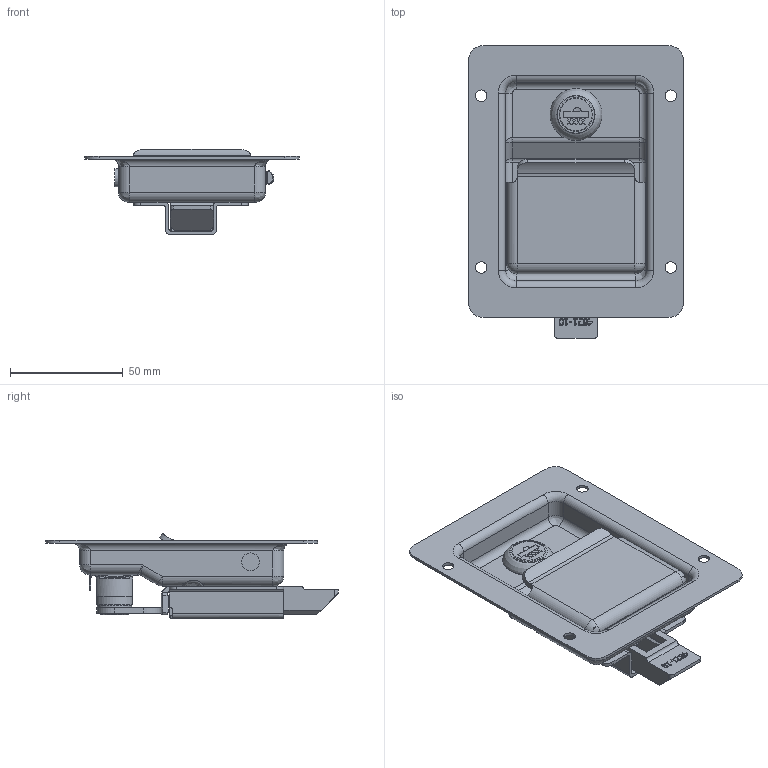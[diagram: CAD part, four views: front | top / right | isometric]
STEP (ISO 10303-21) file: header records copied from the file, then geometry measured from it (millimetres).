
FILE_DESCRIPTION(/* description */ (''),/* implementation_level */ '2;1');
FILE_NAME(/* name */ '3-4821-SS.stp',/* time_stamp */ '2020-11-24T17:23:51-05:00',/* author */ ('jenniferk'),/* organization */ (''),/* preprocessor_version */ 'ST-DEVELOPER v18.1',/* originating_system */ 'Autodesk Inventor 2020',/* authorisation */ '');
FILE_SCHEMA (('AUTOMOTIVE_DESIGN { 1 0 10303 214 3 1 1 }'));
Length unit declared in the file: inch
Products named in the file (1): 3-4821-SS_Shrinkwrap_1
Bounding box: 95.25 x 129.89 x 37.74 mm (x, y, z)
Volume: 54140 mm3; surface area: 61121.3 mm2
Topology: 10 solids, 10 shells, 955 faces, 2543 edges, 1650 vertices
Faces by surface type: plane 478, cylinder 213, bspline 196, torus 41, sphere 15, cone 12
Full cylindrical faces by diameter (mm): 0.008 x1, 4.775 x2, 5.055 x2, 5.08 x4, 5.207 x2, 5.22 x1, 7.925 x1, 12.7 x3, 15.088 x1, 15.24 x1
Entity records: 35235 total; most frequent: CARTESIAN_POINT 11376, ORIENTED_EDGE 5048, DIRECTION 4207, EDGE_CURVE 2524, VERTEX_POINT 1650, LINE 1467, VECTOR 1467, AXIS2_PLACEMENT_3D 1370
